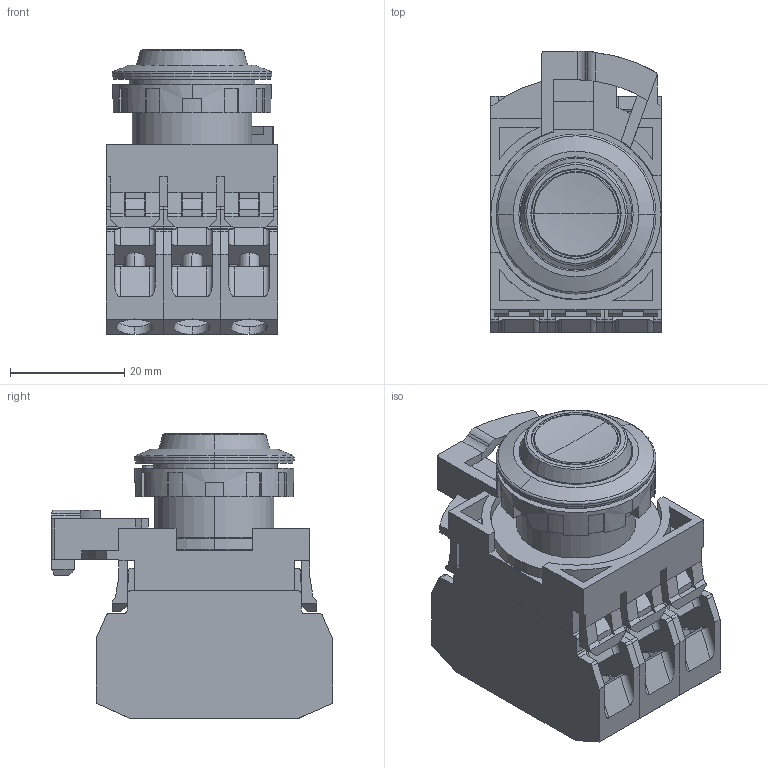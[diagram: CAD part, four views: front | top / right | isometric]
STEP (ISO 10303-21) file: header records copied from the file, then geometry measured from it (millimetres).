
FILE_DESCRIPTION (( 'STEP AP203' ), '1' );
FILE_NAME ('OUTSIDE-CW#B-A2.STEP', '2014-07-15T09:44:17', ( 'IDEC' ), ( '' ), 'SwSTEP 2.0', 'SolidWorks 2012', '' );
FILE_SCHEMA (( 'CONFIG_CONTROL_DESIGN' ));
Length unit declared in the file: millimetre
Products named in the file (6): OUTSIDE-CW#B-A2; OUTSIDE-CW-LOCK-NUT; OUTSIDE-CW-E仩仩; OUTSIDE-CW-CN; OUTSIDE-CW-ROUND-EXTEND-BUTTON; OUTSIDE-CW-PB-AL-BODY
Assembly tree (8 placements, depth 2):
  OUTSIDE-CW#B-A2
    OUTSIDE-CW-PB-AL-BODY
    OUTSIDE-CW-ROUND-EXTEND-BUTTON
    OUTSIDE-CW-CN
    OUTSIDE-CW-E仩仩  x4
    OUTSIDE-CW-LOCK-NUT
Bounding box: 30 x 49.2 x 49.8 mm (x, y, z)
Volume: 46257.6 mm3; surface area: 29231.7 mm2
Topology: 8 solids, 8 shells, 1186 faces, 3293 edges, 2135 vertices
Faces by surface type: plane 770, cylinder 316, bspline 54, cone 46
Entity records: 18475 total; most frequent: CARTESIAN_POINT 3696, ORIENTED_EDGE 3030, DIRECTION 2843, EDGE_CURVE 1515, LINE 1115, VECTOR 1115, VERTEX_POINT 977, AXIS2_PLACEMENT_3D 864
